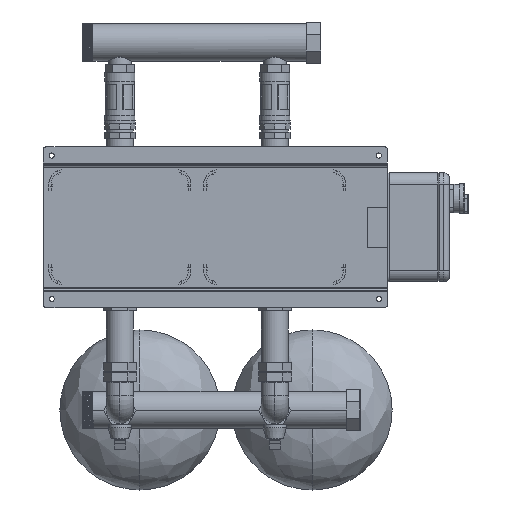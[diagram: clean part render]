
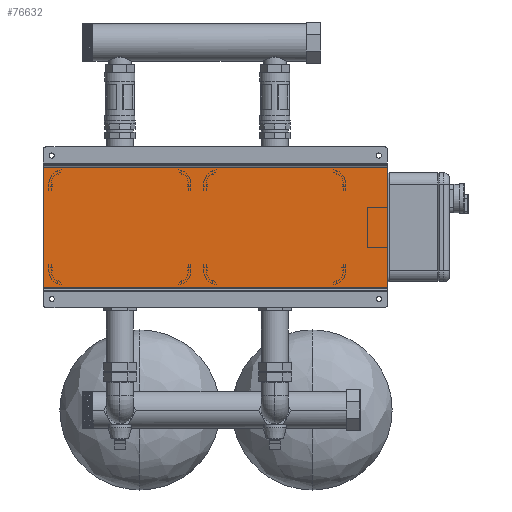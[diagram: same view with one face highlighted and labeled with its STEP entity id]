
A CAD part, front view. The second image highlights one B-rep face of the part: STEP entity #76632.
In plain terms, the highlighted planar face has unit normal (0, -1, 0).
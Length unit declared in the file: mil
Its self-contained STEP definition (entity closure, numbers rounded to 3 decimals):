
#7580 = VECTOR ( 'NONE', #31350, 39370.079 ) ;
#10142 = CARTESIAN_POINT ( 'NONE',  ( 11811.024, 2007.874, -4133.858 ) ) ;
#14759 = DIRECTION ( 'NONE',  ( 0., 0., -1. ) ) ;
#16421 = VECTOR ( 'NONE', #98615, 39370.079 ) ;
#22754 = DIRECTION ( 'NONE',  ( -1., 0., 0. ) ) ;
#22966 = EDGE_CURVE ( 'NONE', #33841, #119328, #107072, .T. ) ;
#26363 = ORIENTED_EDGE ( 'NONE', *, *, #49311, .T. ) ;
#26451 = CARTESIAN_POINT ( 'NONE',  ( 11811.024, 2007.874, 4133.858 ) ) ;
#29598 = CARTESIAN_POINT ( 'NONE',  ( 11811.024, 2007.874, -4133.858 ) ) ;
#31350 = DIRECTION ( 'NONE',  ( -1., 0., 0. ) ) ;
#33841 = VERTEX_POINT ( 'NONE', #43723 ) ;
#35101 = ORIENTED_EDGE ( 'NONE', *, *, #22966, .F. ) ;
#36504 = LINE ( 'NONE', #116413, #106859 ) ;
#43723 = CARTESIAN_POINT ( 'NONE',  ( 11811.024, 2007.874, 4133.858 ) ) ;
#44612 = EDGE_CURVE ( 'NONE', #119328, #51624, #112779, .T. ) ;
#49307 = LINE ( 'NONE', #75347, #150628 ) ;
#49311 = EDGE_CURVE ( 'NONE', #69724, #51624, #49307, .T. ) ;
#51624 = VERTEX_POINT ( 'NONE', #99573 ) ;
#53377 = DIRECTION ( 'NONE',  ( 0., 1., 0. ) ) ;
#56847 = ORIENTED_EDGE ( 'NONE', *, *, #147385, .T. ) ;
#56972 = DIRECTION ( 'NONE',  ( 1., 0., 0. ) ) ;
#69724 = VERTEX_POINT ( 'NONE', #151554 ) ;
#75347 = CARTESIAN_POINT ( 'NONE',  ( -11811.024, 2007.874, -4133.858 ) ) ;
#76632 = ADVANCED_FACE ( 'NONE', ( #99468 ), #89453, .F. ) ;
#76686 = CARTESIAN_POINT ( 'NONE',  ( 11811.024, 2007.874, -4133.858 ) ) ;
#80844 = EDGE_LOOP ( 'NONE', ( #26363, #117317, #35101, #56847 ) ) ;
#81743 = AXIS2_PLACEMENT_3D ( 'NONE', #10142, #53377, #56972 ) ;
#89453 = PLANE ( 'NONE',  #81743 ) ;
#98615 = DIRECTION ( 'NONE',  ( 0., 0., -1. ) ) ;
#99468 = FACE_OUTER_BOUND ( 'NONE', #80844, .T. ) ;
#99573 = CARTESIAN_POINT ( 'NONE',  ( -11811.024, 2007.874, -4133.858 ) ) ;
#106859 = VECTOR ( 'NONE', #22754, 39370.079 ) ;
#107072 = LINE ( 'NONE', #26451, #16421 ) ;
#112779 = LINE ( 'NONE', #76686, #7580 ) ;
#116413 = CARTESIAN_POINT ( 'NONE',  ( 11811.024, 2007.874, 4133.858 ) ) ;
#117317 = ORIENTED_EDGE ( 'NONE', *, *, #44612, .F. ) ;
#119328 = VERTEX_POINT ( 'NONE', #29598 ) ;
#147385 = EDGE_CURVE ( 'NONE', #33841, #69724, #36504, .T. ) ;
#150628 = VECTOR ( 'NONE', #14759, 39370.079 ) ;
#151554 = CARTESIAN_POINT ( 'NONE',  ( -11811.024, 2007.874, 4133.858 ) ) ;
